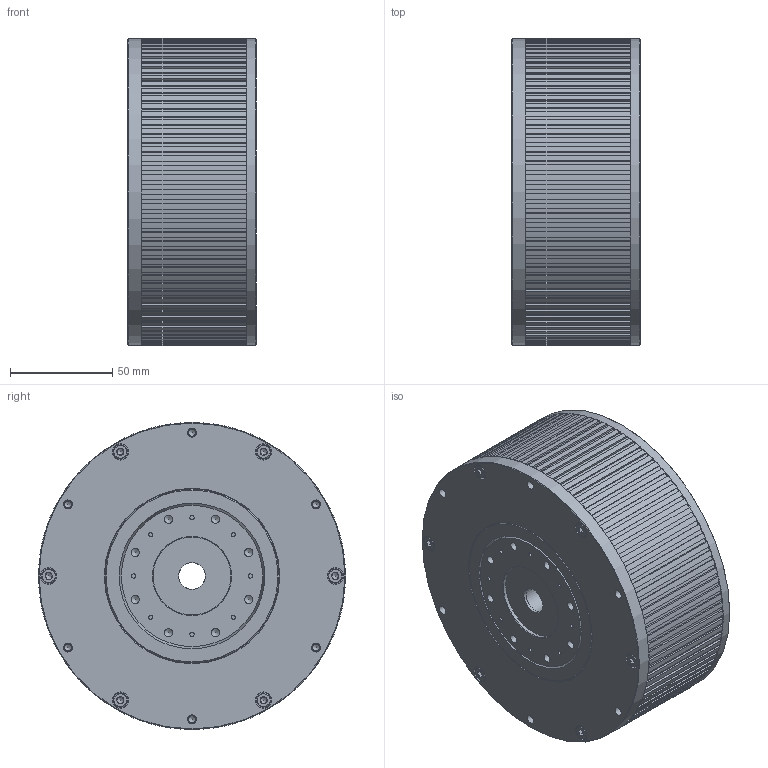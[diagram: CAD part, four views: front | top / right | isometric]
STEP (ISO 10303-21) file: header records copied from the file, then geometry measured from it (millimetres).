
FILE_DESCRIPTION(('FreeCAD Model'),'2;1');
FILE_NAME('Open CASCADE Shape Model','2024-03-14T14:18:00',(''),(''), 'Open CASCADE STEP processor 7.6','FreeCAD','Unknown');
FILE_SCHEMA(('AUTOMOTIVE_DESIGN { 1 0 10303 214 1 1 1 1 }'));
Length unit declared in the file: millimetre
Products named in the file (13): RJ150; RO120-BSR110-BSR110-019-P1-000_ASSY127; RO120-BSR110-BSR110-019-P1-000_ASSY126; RO120-BSR110-BSR110-019-P1-000_ASSY-¼öÁ¤1; RO120-BSR110-BSR110-019-P1-000_ASSY-¼öÁ¤4; RO120-BSR110-A1; RO120-BSR110-A2; RO120-BSR110-A4; RO120-BSR110-6802ZZ017; RO120-BSR110-6802ZZ001; RO120-BSR110-6802ZZ002; RO120-BSR110-CSH-STN-M4-8_214; RO120-BSR110-CSH-STN-M4-12
Assembly tree (22 placements, depth 3):
  RJ150
    RO120-BSR110-BSR110-019-P1-000_ASSY127
      RO120-BSR110-BSR110-019-P1-000_ASSY126
    RO120-BSR110-BSR110-019-P1-000_ASSY-¼öÁ¤1
    RO120-BSR110-BSR110-019-P1-000_ASSY-¼öÁ¤4
    RO120-BSR110-A1
    RO120-BSR110-A2
    RO120-BSR110-A4
    RO120-BSR110-6802ZZ017
      RO120-BSR110-6802ZZ001
      RO120-BSR110-6802ZZ002
    RO120-BSR110-CSH-STN-M4-8_214  x6
    RO120-BSR110-CSH-STN-M4-12  x6
Bounding box: 63 x 150 x 150 mm (x, y, z)
Volume: 310379.2 mm3; surface area: 186153.5 mm2
Topology: 20 solids, 20 shells, 925 faces, 2323 edges, 1491 vertices
Faces by surface type: plane 473, cylinder 267, cone 167, bspline 15, torus 3
Full cylindrical faces by diameter (mm): 2 x8, 3.3 x24, 4 x12, 4.134 x8, 4.3 x18, 4.5 x6, 6 x8, 7 x12, 8 x12, 13 x2, 14.8 x1, 15 x3, 17 x3, 17.75 x2, 18 x2, 22.2 x1, 24 x1, 26 x1, 28 x1, 38 x2, 42 x1, 69 x1, 70 x1, 73 x1, 83 x1, 85 x2, 90 x1, 94 x1, 134 x1, 146 x3
Entity records: 23490 total; most frequent: CARTESIAN_POINT 4514, ORIENTED_EDGE 3758, DIRECTION 3712, EDGE_CURVE 1879, AXIS2_PLACEMENT_3D 1326, VERTEX_POINT 1261, LINE 1060, VECTOR 1060
